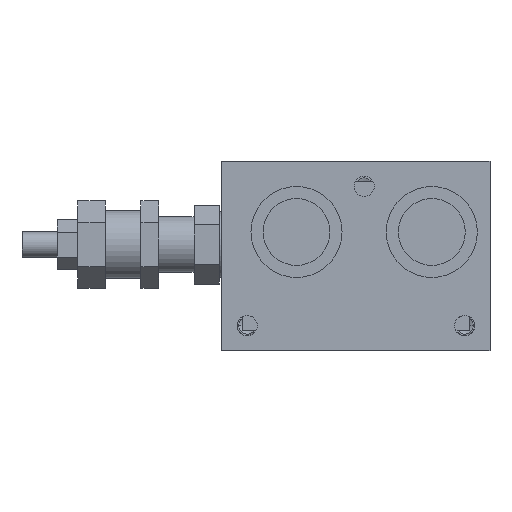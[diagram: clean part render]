
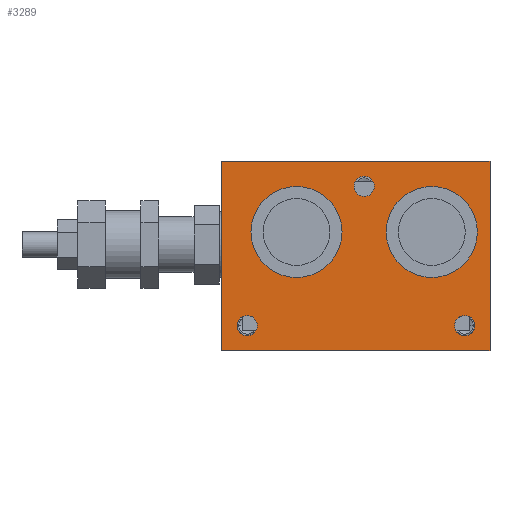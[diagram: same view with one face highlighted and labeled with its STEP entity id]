
A CAD part, front view. The second image highlights one B-rep face of the part: STEP entity #3289.
In plain terms, the highlighted planar face has unit normal (0, -1, 0).
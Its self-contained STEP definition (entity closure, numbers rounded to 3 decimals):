
#2015 = VERTEX_POINT( '', #5585 );
#2023 = EDGE_CURVE( '', #4567, #4853, #5594, .T. );
#2047 = VERTEX_POINT( '', #5619 );
#2787 = EDGE_CURVE( '', #3991, #3835, #6446, .T. );
#2847 = EDGE_CURVE( '', #3399, #4873, #6507, .T. );
#2853 = VERTEX_POINT( '', #6513 );
#3289 = ADVANCED_FACE( '', ( #6995, #6996, #6997, #6998, #6999, #7000 ), #7001, .F. );
#3371 = EDGE_CURVE( '', #4873, #3399, #7096, .T. );
#3387 = VERTEX_POINT( '', #7115 );
#3399 = VERTEX_POINT( '', #7128 );
#3459 = VERTEX_POINT( '', #7244 );
#3585 = VERTEX_POINT( '', #7390 );
#3685 = EDGE_CURVE( '', #3387, #3459, #7501, .T. );
#3695 = EDGE_CURVE( '', #4931, #2853, #7511, .T. );
#3835 = VERTEX_POINT( '', #7667 );
#3991 = VERTEX_POINT( '', #7847 );
#4165 = VERTEX_POINT( '', #8036 );
#4421 = EDGE_CURVE( '', #2853, #4931, #8339, .T. );
#4465 = EDGE_CURVE( '', #4853, #4567, #8389, .T. );
#4567 = VERTEX_POINT( '', #8503 );
#4577 = EDGE_CURVE( '', #3585, #2015, #8513, .T. );
#4827 = EDGE_CURVE( '', #4165, #3387, #8792, .T. );
#4853 = VERTEX_POINT( '', #8821 );
#4873 = VERTEX_POINT( '', #8843 );
#4891 = EDGE_CURVE( '', #2047, #3459, #8861, .T. );
#4931 = VERTEX_POINT( '', #8905 );
#5115 = EDGE_CURVE( '', #2047, #4165, #9108, .T. );
#5153 = EDGE_CURVE( '', #2015, #3585, #9151, .T. );
#5231 = EDGE_CURVE( '', #3835, #3991, #9243, .T. );
#5585 = CARTESIAN_POINT( '', ( 392.25, 0., 110. ) );
#5594 = CIRCLE( '', #9709, 18. );
#5619 = CARTESIAN_POINT( '', ( 332., 0., 120. ) );
#6446 = CIRCLE( '', #10881, 4. );
#6507 = CIRCLE( '', #10977, 18. );
#6513 = CARTESIAN_POINT( '', ( 432., 0., 55. ) );
#6995 = FACE_BOUND( '', #11629, .T. );
#6996 = FACE_BOUND( '', #11630, .T. );
#6997 = FACE_BOUND( '', #11631, .T. );
#6998 = FACE_BOUND( '', #11632, .T. );
#6999 = FACE_BOUND( '', #11633, .T. );
#7000 = FACE_OUTER_BOUND( '', #11634, .T. );
#7001 = PLANE( '', #11635 );
#7096 = CIRCLE( '', #11768, 18. );
#7115 = CARTESIAN_POINT( '', ( 438., 0., 45. ) );
#7128 = CARTESIAN_POINT( '', ( 433., 0., 92. ) );
#7244 = CARTESIAN_POINT( '', ( 332., 0., 45. ) );
#7390 = CARTESIAN_POINT( '', ( 384.25, 0., 110. ) );
#7501 = LINE( '', #12265, #12266 );
#7511 = CIRCLE( '', #12283, 4. );
#7667 = CARTESIAN_POINT( '', ( 338., 0., 55. ) );
#7847 = CARTESIAN_POINT( '', ( 346., 0., 55. ) );
#8036 = CARTESIAN_POINT( '', ( 438., 0., 120. ) );
#8339 = CIRCLE( '', #13404, 4. );
#8389 = CIRCLE( '', #13467, 18. );
#8503 = CARTESIAN_POINT( '', ( 343.5, 0., 92. ) );
#8513 = CIRCLE( '', #13645, 4. );
#8792 = LINE( '', #14067, #14068 );
#8821 = CARTESIAN_POINT( '', ( 379.5, 0., 92. ) );
#8843 = CARTESIAN_POINT( '', ( 397., 0., 92. ) );
#8861 = LINE( '', #14176, #14177 );
#8905 = CARTESIAN_POINT( '', ( 424., 0., 55. ) );
#9108 = LINE( '', #14496, #14497 );
#9151 = CIRCLE( '', #14554, 4. );
#9243 = CIRCLE( '', #14670, 4. );
#9709 = AXIS2_PLACEMENT_3D( '', #15150, #15151, #15152 );
#10881 = AXIS2_PLACEMENT_3D( '', #16169, #16170, #16171 );
#10977 = AXIS2_PLACEMENT_3D( '', #16209, #16210, #16211 );
#11629 = EDGE_LOOP( '', ( #16768, #16769 ) );
#11630 = EDGE_LOOP( '', ( #16770, #16771 ) );
#11631 = EDGE_LOOP( '', ( #16772, #16773 ) );
#11632 = EDGE_LOOP( '', ( #16774, #16775 ) );
#11633 = EDGE_LOOP( '', ( #16776, #16777 ) );
#11634 = EDGE_LOOP( '', ( #16778, #16779, #16780, #16781 ) );
#11635 = AXIS2_PLACEMENT_3D( '', #16782, #16783, #16784 );
#11768 = AXIS2_PLACEMENT_3D( '', #16913, #16914, #16915 );
#12265 = CARTESIAN_POINT( '', ( 385., 0., 45. ) );
#12266 = VECTOR( '', #17481, 1. );
#12283 = AXIS2_PLACEMENT_3D( '', #17485, #17486, #17487 );
#13404 = AXIS2_PLACEMENT_3D( '', #18534, #18535, #18536 );
#13467 = AXIS2_PLACEMENT_3D( '', #18598, #18599, #18600 );
#13645 = AXIS2_PLACEMENT_3D( '', #18753, #18754, #18755 );
#14067 = CARTESIAN_POINT( '', ( 438., 0., 82.5 ) );
#14068 = VECTOR( '', #19063, 1. );
#14176 = CARTESIAN_POINT( '', ( 332., 0., 82.5 ) );
#14177 = VECTOR( '', #19116, 1. );
#14496 = CARTESIAN_POINT( '', ( 385., 0., 120. ) );
#14497 = VECTOR( '', #19413, 1. );
#14554 = AXIS2_PLACEMENT_3D( '', #19462, #19463, #19464 );
#14670 = AXIS2_PLACEMENT_3D( '', #19593, #19594, #19595 );
#15150 = CARTESIAN_POINT( '', ( 361.5, 0., 92. ) );
#15151 = DIRECTION( '', ( 0., 1., 0. ) );
#15152 = DIRECTION( '', ( 1., 0., 0. ) );
#16169 = CARTESIAN_POINT( '', ( 342., 0., 55. ) );
#16170 = DIRECTION( '', ( 0., 1., 0. ) );
#16171 = DIRECTION( '', ( 1., 0., 0. ) );
#16209 = CARTESIAN_POINT( '', ( 415., 0., 92. ) );
#16210 = DIRECTION( '', ( 0., 1., 0. ) );
#16211 = DIRECTION( '', ( 1., 0., 0. ) );
#16768 = ORIENTED_EDGE( '', *, *, #5153, .T. );
#16769 = ORIENTED_EDGE( '', *, *, #4577, .T. );
#16770 = ORIENTED_EDGE( '', *, *, #2787, .T. );
#16771 = ORIENTED_EDGE( '', *, *, #5231, .T. );
#16772 = ORIENTED_EDGE( '', *, *, #2847, .T. );
#16773 = ORIENTED_EDGE( '', *, *, #3371, .T. );
#16774 = ORIENTED_EDGE( '', *, *, #4465, .T. );
#16775 = ORIENTED_EDGE( '', *, *, #2023, .T. );
#16776 = ORIENTED_EDGE( '', *, *, #4421, .T. );
#16777 = ORIENTED_EDGE( '', *, *, #3695, .T. );
#16778 = ORIENTED_EDGE( '', *, *, #4891, .T. );
#16779 = ORIENTED_EDGE( '', *, *, #3685, .F. );
#16780 = ORIENTED_EDGE( '', *, *, #4827, .F. );
#16781 = ORIENTED_EDGE( '', *, *, #5115, .F. );
#16782 = CARTESIAN_POINT( '', ( 385., 0., 82.5 ) );
#16783 = DIRECTION( '', ( 0., 1., 0. ) );
#16784 = DIRECTION( '', ( 0., 0., 1. ) );
#16913 = CARTESIAN_POINT( '', ( 415., 0., 92. ) );
#16914 = DIRECTION( '', ( 0., 1., 0. ) );
#16915 = DIRECTION( '', ( 1., 0., 0. ) );
#17481 = DIRECTION( '', ( -1., 0., 0. ) );
#17485 = CARTESIAN_POINT( '', ( 428., 0., 55. ) );
#17486 = DIRECTION( '', ( 0., 1., 0. ) );
#17487 = DIRECTION( '', ( 1., 0., 0. ) );
#18534 = CARTESIAN_POINT( '', ( 428., 0., 55. ) );
#18535 = DIRECTION( '', ( 0., 1., 0. ) );
#18536 = DIRECTION( '', ( 1., 0., 0. ) );
#18598 = CARTESIAN_POINT( '', ( 361.5, 0., 92. ) );
#18599 = DIRECTION( '', ( 0., 1., 0. ) );
#18600 = DIRECTION( '', ( 1., 0., 0. ) );
#18753 = CARTESIAN_POINT( '', ( 388.25, 0., 110. ) );
#18754 = DIRECTION( '', ( 0., 1., 0. ) );
#18755 = DIRECTION( '', ( 1., 0., 0. ) );
#19063 = DIRECTION( '', ( 0., 0., -1. ) );
#19116 = DIRECTION( '', ( 0., 0., -1. ) );
#19413 = DIRECTION( '', ( 1., 0., 0. ) );
#19462 = CARTESIAN_POINT( '', ( 388.25, 0., 110. ) );
#19463 = DIRECTION( '', ( 0., 1., 0. ) );
#19464 = DIRECTION( '', ( 1., 0., 0. ) );
#19593 = CARTESIAN_POINT( '', ( 342., 0., 55. ) );
#19594 = DIRECTION( '', ( 0., 1., 0. ) );
#19595 = DIRECTION( '', ( 1., 0., 0. ) );
